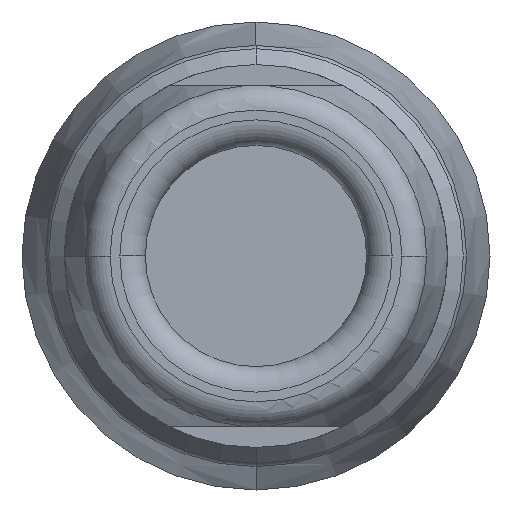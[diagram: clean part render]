
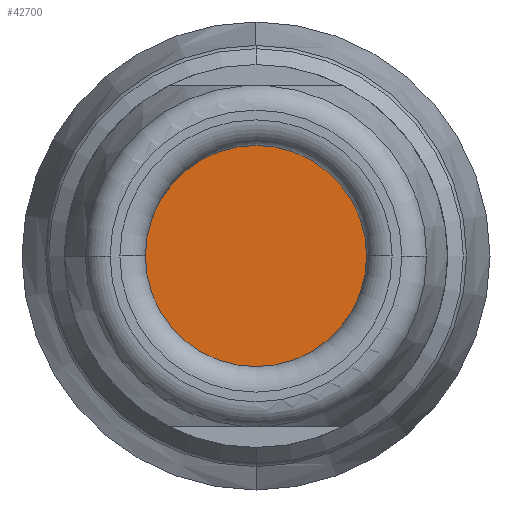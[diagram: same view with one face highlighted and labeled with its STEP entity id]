
A CAD part, front view. The second image highlights one B-rep face of the part: STEP entity #42700.
In plain terms, the highlighted planar face has unit normal (0, -1, 0).
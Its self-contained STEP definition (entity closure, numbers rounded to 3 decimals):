
#42500=CARTESIAN_POINT('',(0.,-15.5,-1.505));
#42510=DIRECTION('',(0.,1.,0.));
#42520=DIRECTION('',(0.,0.,1.));
#42530=AXIS2_PLACEMENT_3D('',#42500,#42510,#42520);
#42540=PLANE('',#42530);
#42550=CARTESIAN_POINT('',(0.,-15.5,
0.));
#42560=DIRECTION('',(0.,1.,0.));
#42570=DIRECTION('',(1.,0.,0.));
#42580=AXIS2_PLACEMENT_3D('',#42550,#42560,#42570);
#42590=CIRCLE('',#42580,2.6);
#42600=CARTESIAN_POINT('',(-2.6,-15.5,0.));
#42610=VERTEX_POINT('',#42600);
#42620=CARTESIAN_POINT('',(2.6,-15.5,0.));
#42630=VERTEX_POINT('',#42620);
#42640=EDGE_CURVE('',#42610,#42630,#42590,.T.);
#42650=ORIENTED_EDGE('',*,*,#42640,.F.);
#42660=EDGE_CURVE('',#42630,#42610,#42590,.T.);
#42670=ORIENTED_EDGE('',*,*,#42660,.F.);
#42680=EDGE_LOOP('',(#42670,#42650));
#42690=FACE_OUTER_BOUND('',#42680,.T.);
#42700=ADVANCED_FACE('',(#42690),#42540,.F.);
